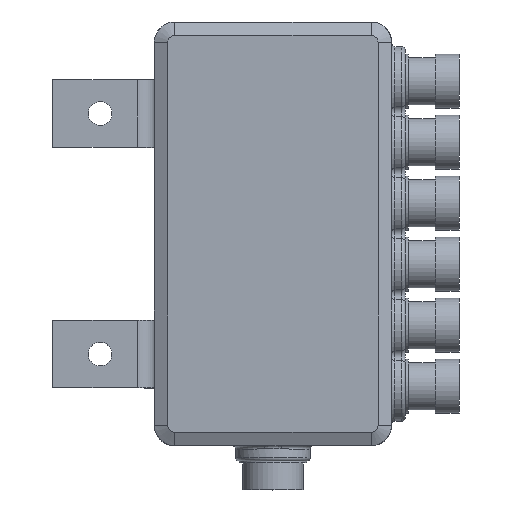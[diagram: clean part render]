
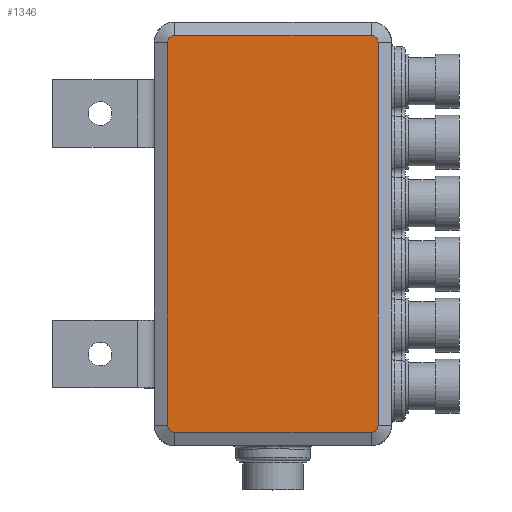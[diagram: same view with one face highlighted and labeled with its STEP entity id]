
A CAD part, top view. The second image highlights one B-rep face of the part: STEP entity #1346.
In plain terms, the highlighted planar face has unit normal (0, 0, 1).
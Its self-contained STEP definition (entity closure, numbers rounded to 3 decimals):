
#1015=FACE_OUTER_BOUND('',#3622,.T.);
#1346=ADVANCED_FACE('',(#1015),#1809,.T.);
#1809=PLANE('',#8105);
#2087=LINE('',#11018,#2647);
#2088=LINE('',#11023,#2648);
#2089=LINE('',#11027,#2649);
#2090=LINE('',#11031,#2650);
#2647=VECTOR('',#8876,1.);
#2648=VECTOR('',#8879,1.);
#2649=VECTOR('',#8882,1.);
#2650=VECTOR('',#8885,1.);
#3622=EDGE_LOOP('',(#4306,#4307,#4308,#4309,#4310,#4311,#4312,#4313));
#4306=ORIENTED_EDGE('',*,*,#6865,.T.);
#4307=ORIENTED_EDGE('',*,*,#6866,.T.);
#4308=ORIENTED_EDGE('',*,*,#6867,.T.);
#4309=ORIENTED_EDGE('',*,*,#6868,.T.);
#4310=ORIENTED_EDGE('',*,*,#6869,.T.);
#4311=ORIENTED_EDGE('',*,*,#6870,.T.);
#4312=ORIENTED_EDGE('',*,*,#6871,.T.);
#4313=ORIENTED_EDGE('',*,*,#6872,.T.);
#6202=VERTEX_POINT('',#11019);
#6203=VERTEX_POINT('',#11020);
#6204=VERTEX_POINT('',#11022);
#6205=VERTEX_POINT('',#11024);
#6206=VERTEX_POINT('',#11026);
#6207=VERTEX_POINT('',#11028);
#6208=VERTEX_POINT('',#11030);
#6209=VERTEX_POINT('',#11032);
#6865=EDGE_CURVE('',#6202,#6203,#2087,.T.);
#6866=EDGE_CURVE('',#6203,#6204,#7791,.T.);
#6867=EDGE_CURVE('',#6204,#6205,#2088,.T.);
#6868=EDGE_CURVE('',#6205,#6206,#7792,.T.);
#6869=EDGE_CURVE('',#6206,#6207,#2089,.T.);
#6870=EDGE_CURVE('',#6207,#6208,#7793,.T.);
#6871=EDGE_CURVE('',#6208,#6209,#2090,.T.);
#6872=EDGE_CURVE('',#6209,#6202,#7794,.T.);
#7791=CIRCLE('',#8101,1.01);
#7792=CIRCLE('',#8102,1.01);
#7793=CIRCLE('',#8103,1.01);
#7794=CIRCLE('',#8104,1.01);
#8101=AXIS2_PLACEMENT_3D('',#11021,#8877,#8878);
#8102=AXIS2_PLACEMENT_3D('',#11025,#8880,#8881);
#8103=AXIS2_PLACEMENT_3D('',#11029,#8883,#8884);
#8104=AXIS2_PLACEMENT_3D('',#11033,#8886,#8887);
#8105=AXIS2_PLACEMENT_3D('',#11034,#8888,#8889);
#8876=DIRECTION('',(0.,-1.,0.));
#8877=DIRECTION('',(0.,0.,1.));
#8878=DIRECTION('',(1.,0.,0.));
#8879=DIRECTION('',(1.,0.,0.));
#8880=DIRECTION('',(0.,0.,1.));
#8881=DIRECTION('',(1.,0.,0.));
#8882=DIRECTION('',(0.,1.,0.));
#8883=DIRECTION('',(0.,0.,1.));
#8884=DIRECTION('',(1.,0.,0.));
#8885=DIRECTION('',(-1.,0.,0.));
#8886=DIRECTION('',(0.,0.,1.));
#8887=DIRECTION('',(1.,0.,0.));
#8888=DIRECTION('',(0.,0.,1.));
#8889=DIRECTION('',(0.,-1.,0.));
#11018=CARTESIAN_POINT('',(-165.789,-224.,13.484));
#11019=CARTESIAN_POINT('',(-165.789,-195.75,13.484));
#11020=CARTESIAN_POINT('',(-165.789,-252.25,13.484));
#11021=CARTESIAN_POINT('',(-164.779,-252.25,13.484));
#11022=CARTESIAN_POINT('',(-164.779,-253.26,13.484));
#11023=CARTESIAN_POINT('',(-150.279,-253.26,13.484));
#11024=CARTESIAN_POINT('',(-135.779,-253.26,13.484));
#11025=CARTESIAN_POINT('',(-135.779,-252.25,13.484));
#11026=CARTESIAN_POINT('',(-134.769,-252.25,13.484));
#11027=CARTESIAN_POINT('',(-134.769,-224.,13.484));
#11028=CARTESIAN_POINT('',(-134.769,-195.75,13.484));
#11029=CARTESIAN_POINT('',(-135.779,-195.75,13.484));
#11030=CARTESIAN_POINT('',(-135.779,-194.74,13.484));
#11031=CARTESIAN_POINT('',(-150.279,-194.74,13.484));
#11032=CARTESIAN_POINT('',(-164.779,-194.74,13.484));
#11033=CARTESIAN_POINT('',(-164.779,-195.75,13.484));
#11034=CARTESIAN_POINT('',(-150.279,-224.,13.484));
